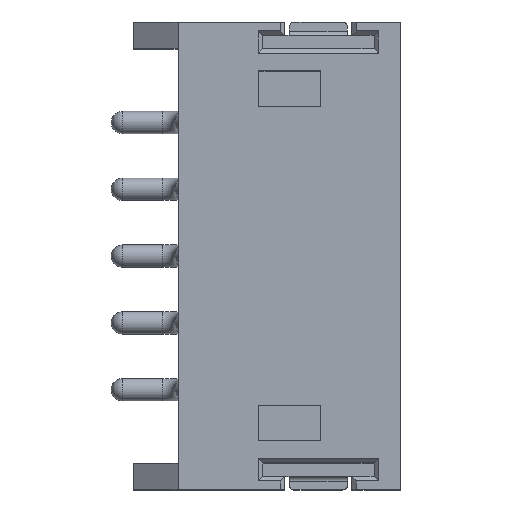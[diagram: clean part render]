
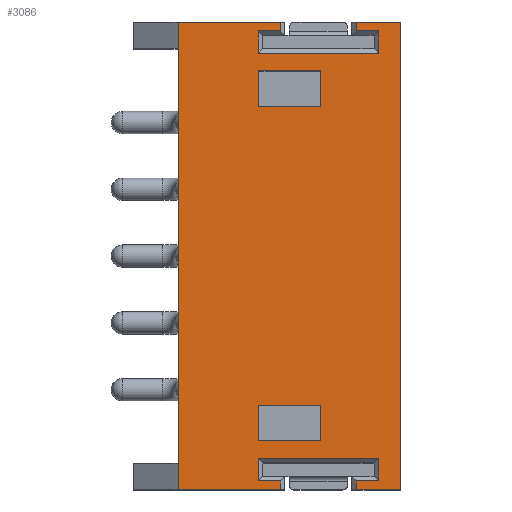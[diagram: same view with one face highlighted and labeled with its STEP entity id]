
A CAD part, top view. The second image highlights one B-rep face of the part: STEP entity #3086.
In plain terms, the highlighted planar face has unit normal (0, 0, 1).
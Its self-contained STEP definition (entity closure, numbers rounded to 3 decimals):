
#14=FACE_BOUND('',#396,.T.);
#15=FACE_BOUND('',#397,.T.);
#47=PLANE('',#3341);
#228=FACE_OUTER_BOUND('',#395,.T.);
#395=EDGE_LOOP('',(#2328,#2329,#2330,#2331,#2332,#2333,#2334,#2335,#2336,
#2337,#2338,#2339,#2340,#2341,#2342,#2343,#2344,#2345,#2346,#2347));
#396=EDGE_LOOP('',(#2348,#2349,#2350,#2351));
#397=EDGE_LOOP('',(#2352,#2353,#2354,#2355));
#574=LINE('',#4727,#932);
#576=LINE('',#4732,#934);
#582=LINE('',#4743,#940);
#583=LINE('',#4745,#941);
#585=LINE('',#4749,#943);
#588=LINE('',#4755,#946);
#593=LINE('',#4764,#951);
#598=LINE('',#4774,#956);
#600=LINE('',#4778,#958);
#601=LINE('',#4780,#959);
#602=LINE('',#4782,#960);
#603=LINE('',#4784,#961);
#604=LINE('',#4786,#962);
#605=LINE('',#4788,#963);
#606=LINE('',#4790,#964);
#607=LINE('',#4792,#965);
#608=LINE('',#4794,#966);
#609=LINE('',#4796,#967);
#610=LINE('',#4798,#968);
#611=LINE('',#4799,#969);
#612=LINE('',#4802,#970);
#613=LINE('',#4804,#971);
#614=LINE('',#4806,#972);
#615=LINE('',#4807,#973);
#616=LINE('',#4810,#974);
#617=LINE('',#4812,#975);
#618=LINE('',#4814,#976);
#619=LINE('',#4815,#977);
#932=VECTOR('',#3767,10.);
#934=VECTOR('',#3771,10.);
#940=VECTOR('',#3779,10.);
#941=VECTOR('',#3782,10.);
#943=VECTOR('',#3786,10.);
#946=VECTOR('',#3791,10.);
#951=VECTOR('',#3798,10.);
#956=VECTOR('',#3809,10.);
#958=VECTOR('',#3813,10.);
#959=VECTOR('',#3814,10.);
#960=VECTOR('',#3815,10.);
#961=VECTOR('',#3816,10.);
#962=VECTOR('',#3817,10.);
#963=VECTOR('',#3818,10.);
#964=VECTOR('',#3819,10.);
#965=VECTOR('',#3820,10.);
#966=VECTOR('',#3821,10.);
#967=VECTOR('',#3822,10.);
#968=VECTOR('',#3823,10.);
#969=VECTOR('',#3824,10.);
#970=VECTOR('',#3825,10.);
#971=VECTOR('',#3826,10.);
#972=VECTOR('',#3827,10.);
#973=VECTOR('',#3828,10.);
#974=VECTOR('',#3829,10.);
#975=VECTOR('',#3830,10.);
#976=VECTOR('',#3831,10.);
#977=VECTOR('',#3832,10.);
#1405=VERTEX_POINT('',#4724);
#1406=VERTEX_POINT('',#4726);
#1407=VERTEX_POINT('',#4730);
#1408=VERTEX_POINT('',#4731);
#1412=VERTEX_POINT('',#4741);
#1413=VERTEX_POINT('',#4748);
#1415=VERTEX_POINT('',#4754);
#1418=VERTEX_POINT('',#4762);
#1420=VERTEX_POINT('',#4773);
#1421=VERTEX_POINT('',#4777);
#1422=VERTEX_POINT('',#4779);
#1423=VERTEX_POINT('',#4781);
#1424=VERTEX_POINT('',#4783);
#1425=VERTEX_POINT('',#4785);
#1426=VERTEX_POINT('',#4787);
#1427=VERTEX_POINT('',#4789);
#1428=VERTEX_POINT('',#4791);
#1429=VERTEX_POINT('',#4793);
#1430=VERTEX_POINT('',#4795);
#1431=VERTEX_POINT('',#4797);
#1432=VERTEX_POINT('',#4800);
#1433=VERTEX_POINT('',#4801);
#1434=VERTEX_POINT('',#4803);
#1435=VERTEX_POINT('',#4805);
#1436=VERTEX_POINT('',#4808);
#1437=VERTEX_POINT('',#4809);
#1438=VERTEX_POINT('',#4811);
#1439=VERTEX_POINT('',#4813);
#1735=EDGE_CURVE('',#1405,#1406,#574,.T.);
#1737=EDGE_CURVE('',#1407,#1408,#576,.T.);
#1743=EDGE_CURVE('',#1412,#1405,#582,.T.);
#1744=EDGE_CURVE('',#1408,#1412,#583,.T.);
#1746=EDGE_CURVE('',#1413,#1407,#585,.T.);
#1749=EDGE_CURVE('',#1406,#1415,#588,.T.);
#1754=EDGE_CURVE('',#1418,#1413,#593,.T.);
#1759=EDGE_CURVE('',#1415,#1420,#598,.T.);
#1761=EDGE_CURVE('',#1421,#1418,#600,.T.);
#1762=EDGE_CURVE('',#1421,#1422,#601,.T.);
#1763=EDGE_CURVE('',#1422,#1423,#602,.T.);
#1764=EDGE_CURVE('',#1424,#1423,#603,.T.);
#1765=EDGE_CURVE('',#1425,#1424,#604,.T.);
#1766=EDGE_CURVE('',#1426,#1425,#605,.T.);
#1767=EDGE_CURVE('',#1427,#1426,#606,.T.);
#1768=EDGE_CURVE('',#1428,#1427,#607,.T.);
#1769=EDGE_CURVE('',#1429,#1428,#608,.T.);
#1770=EDGE_CURVE('',#1430,#1429,#609,.T.);
#1771=EDGE_CURVE('',#1430,#1431,#610,.T.);
#1772=EDGE_CURVE('',#1420,#1431,#611,.T.);
#1773=EDGE_CURVE('',#1432,#1433,#612,.T.);
#1774=EDGE_CURVE('',#1433,#1434,#613,.T.);
#1775=EDGE_CURVE('',#1434,#1435,#614,.T.);
#1776=EDGE_CURVE('',#1435,#1432,#615,.T.);
#1777=EDGE_CURVE('',#1436,#1437,#616,.T.);
#1778=EDGE_CURVE('',#1437,#1438,#617,.T.);
#1779=EDGE_CURVE('',#1438,#1439,#618,.T.);
#1780=EDGE_CURVE('',#1439,#1436,#619,.T.);
#2328=ORIENTED_EDGE('',*,*,#1749,.F.);
#2329=ORIENTED_EDGE('',*,*,#1735,.F.);
#2330=ORIENTED_EDGE('',*,*,#1743,.F.);
#2331=ORIENTED_EDGE('',*,*,#1744,.F.);
#2332=ORIENTED_EDGE('',*,*,#1737,.F.);
#2333=ORIENTED_EDGE('',*,*,#1746,.F.);
#2334=ORIENTED_EDGE('',*,*,#1754,.F.);
#2335=ORIENTED_EDGE('',*,*,#1761,.F.);
#2336=ORIENTED_EDGE('',*,*,#1762,.T.);
#2337=ORIENTED_EDGE('',*,*,#1763,.T.);
#2338=ORIENTED_EDGE('',*,*,#1764,.F.);
#2339=ORIENTED_EDGE('',*,*,#1765,.F.);
#2340=ORIENTED_EDGE('',*,*,#1766,.F.);
#2341=ORIENTED_EDGE('',*,*,#1767,.F.);
#2342=ORIENTED_EDGE('',*,*,#1768,.F.);
#2343=ORIENTED_EDGE('',*,*,#1769,.F.);
#2344=ORIENTED_EDGE('',*,*,#1770,.F.);
#2345=ORIENTED_EDGE('',*,*,#1771,.T.);
#2346=ORIENTED_EDGE('',*,*,#1772,.F.);
#2347=ORIENTED_EDGE('',*,*,#1759,.F.);
#2348=ORIENTED_EDGE('',*,*,#1773,.T.);
#2349=ORIENTED_EDGE('',*,*,#1774,.T.);
#2350=ORIENTED_EDGE('',*,*,#1775,.T.);
#2351=ORIENTED_EDGE('',*,*,#1776,.T.);
#2352=ORIENTED_EDGE('',*,*,#1777,.T.);
#2353=ORIENTED_EDGE('',*,*,#1778,.T.);
#2354=ORIENTED_EDGE('',*,*,#1779,.T.);
#2355=ORIENTED_EDGE('',*,*,#1780,.T.);
#3086=ADVANCED_FACE('',(#228,#14,#15),#47,.T.);
#3341=AXIS2_PLACEMENT_3D('',#4776,#3811,#3812);
#3767=DIRECTION('',(-1.,0.,0.));
#3771=DIRECTION('',(0.,-1.,0.));
#3779=DIRECTION('',(0.,1.,0.));
#3782=DIRECTION('',(1.,0.,0.));
#3786=DIRECTION('',(-1.,0.,0.));
#3791=DIRECTION('',(0.,1.,0.));
#3798=DIRECTION('',(0.,-1.,0.));
#3809=DIRECTION('',(1.,0.,0.));
#3811=DIRECTION('center_axis',(0.,0.,
1.));
#3812=DIRECTION('ref_axis',(0.,-1.,0.));
#3813=DIRECTION('',(1.,0.,0.));
#3814=DIRECTION('',(0.,-1.,0.));
#3815=DIRECTION('',(1.,0.,0.));
#3816=DIRECTION('',(0.,-1.,0.));
#3817=DIRECTION('',(1.,0.,0.));
#3818=DIRECTION('',(0.,-1.,0.));
#3819=DIRECTION('',(-1.,0.,0.));
#3820=DIRECTION('',(0.,1.,0.));
#3821=DIRECTION('',(1.,0.,0.));
#3822=DIRECTION('',(0.,1.,0.));
#3823=DIRECTION('',(1.,0.,0.));
#3824=DIRECTION('',(0.,-1.,0.));
#3825=DIRECTION('',(1.,0.,0.));
#3826=DIRECTION('',(0.,-1.,0.));
#3827=DIRECTION('',(-1.,0.,0.));
#3828=DIRECTION('',(0.,1.,0.));
#3829=DIRECTION('',(-1.,0.,0.));
#3830=DIRECTION('',(0.,1.,0.));
#3831=DIRECTION('',(1.,0.,0.));
#3832=DIRECTION('',(0.,-1.,0.));
#4724=CARTESIAN_POINT('',(5.25,8.05,3.7));
#4726=CARTESIAN_POINT('',(4.75,8.05,3.7));
#4727=CARTESIAN_POINT('',(2.95,8.05,3.7));
#4730=CARTESIAN_POINT('',(2.55,8.05,3.7));
#4731=CARTESIAN_POINT('',(2.55,7.55,3.7));
#4732=CARTESIAN_POINT('',(2.55,8.1,3.7));
#4741=CARTESIAN_POINT('',(5.25,7.55,3.7));
#4743=CARTESIAN_POINT('',(5.25,7.95,3.7));
#4745=CARTESIAN_POINT('',(1.7,7.55,3.7));
#4748=CARTESIAN_POINT('',(3.05,8.05,3.7));
#4749=CARTESIAN_POINT('',(2.95,8.05,3.7));
#4754=CARTESIAN_POINT('',(4.75,8.25,3.7));
#4755=CARTESIAN_POINT('',(4.75,8.25,3.7));
#4762=CARTESIAN_POINT('',(3.05,8.25,3.7));
#4764=CARTESIAN_POINT('',(3.05,8.25,3.7));
#4773=CARTESIAN_POINT('',(5.75,8.25,3.7));
#4774=CARTESIAN_POINT('',(0.75,8.25,3.7));
#4776=CARTESIAN_POINT('Origin',(0.75,8.25,3.7));
#4777=CARTESIAN_POINT('',(0.75,8.25,3.7));
#4778=CARTESIAN_POINT('',(0.75,8.25,3.7));
#4779=CARTESIAN_POINT('',(0.75,-2.25,3.7));
#4780=CARTESIAN_POINT('',(0.75,8.25,3.7));
#4781=CARTESIAN_POINT('',(3.05,-2.25,3.7));
#4782=CARTESIAN_POINT('',(0.75,-2.25,3.7));
#4783=CARTESIAN_POINT('',(3.05,-2.05,3.7));
#4784=CARTESIAN_POINT('',(3.05,3.,3.7));
#4785=CARTESIAN_POINT('',(2.55,-2.05,3.7));
#4786=CARTESIAN_POINT('',(2.95,-2.05,3.7));
#4787=CARTESIAN_POINT('',(2.55,-1.55,3.7));
#4788=CARTESIAN_POINT('',(2.55,3.15,3.7));
#4789=CARTESIAN_POINT('',(5.25,-1.55,3.7));
#4790=CARTESIAN_POINT('',(1.7,-1.55,3.7));
#4791=CARTESIAN_POINT('',(5.25,-2.05,3.7));
#4792=CARTESIAN_POINT('',(5.25,3.3,3.7));
#4793=CARTESIAN_POINT('',(4.75,-2.05,3.7));
#4794=CARTESIAN_POINT('',(2.95,-2.05,3.7));
#4795=CARTESIAN_POINT('',(4.75,-2.25,3.7));
#4796=CARTESIAN_POINT('',(4.75,3.,3.7));
#4797=CARTESIAN_POINT('',(5.75,-2.25,3.7));
#4798=CARTESIAN_POINT('',(0.75,-2.25,3.7));
#4799=CARTESIAN_POINT('',(5.75,8.25,3.7));
#4800=CARTESIAN_POINT('',(2.55,7.15,3.7));
#4801=CARTESIAN_POINT('',(3.95,7.15,3.7));
#4802=CARTESIAN_POINT('',(2.35,7.15,3.7));
#4803=CARTESIAN_POINT('',(3.95,6.35,3.7));
#4804=CARTESIAN_POINT('',(3.95,7.3,3.7));
#4805=CARTESIAN_POINT('',(2.55,6.35,3.7));
#4806=CARTESIAN_POINT('',(1.65,6.35,3.7));
#4807=CARTESIAN_POINT('',(2.55,7.7,3.7));
#4808=CARTESIAN_POINT('',(3.95,-1.15,3.7));
#4809=CARTESIAN_POINT('',(2.55,-1.15,3.7));
#4810=CARTESIAN_POINT('',(2.35,-1.15,3.7));
#4811=CARTESIAN_POINT('',(2.55,-0.35,3.7));
#4812=CARTESIAN_POINT('',(2.55,3.55,3.7));
#4813=CARTESIAN_POINT('',(3.95,-0.35,3.7));
#4814=CARTESIAN_POINT('',(1.65,-0.35,3.7));
#4815=CARTESIAN_POINT('',(3.95,3.95,3.7));
